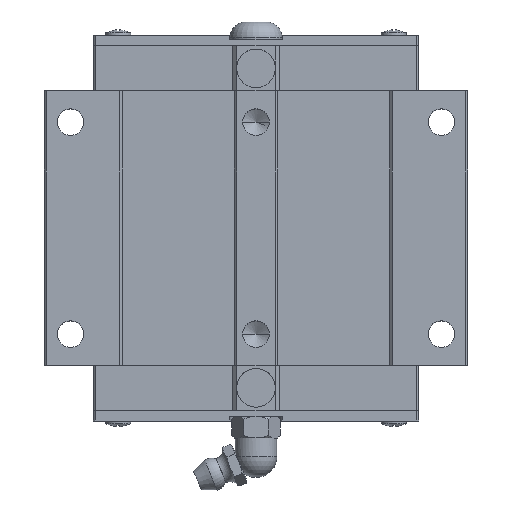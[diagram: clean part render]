
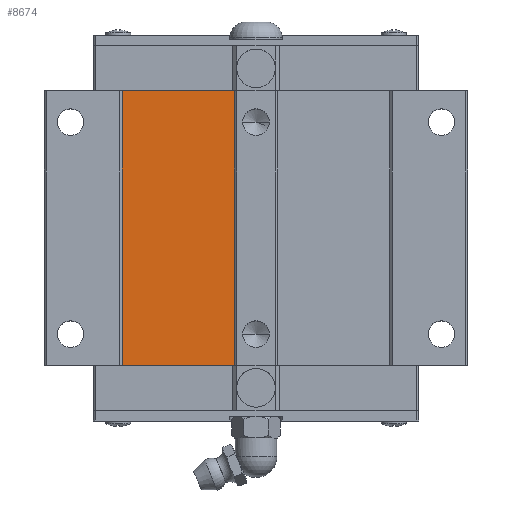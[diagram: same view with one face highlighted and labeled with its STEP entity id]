
A CAD part, top view. The second image highlights one B-rep face of the part: STEP entity #8674.
In plain terms, the highlighted planar face has unit normal (0, 0, 1).
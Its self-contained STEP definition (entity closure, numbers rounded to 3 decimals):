
#4480=EDGE_CURVE('',#9830,#5892,#11791,.T.);
#4640=EDGE_CURVE('',#9830,#9168,#11968,.T.);
#5892=VERTEX_POINT('',#13342);
#8026=EDGE_CURVE('',#10464,#9168,#15684,.T.);
#8036=EDGE_CURVE('',#10464,#5892,#15694,.T.);
#8674=ADVANCED_FACE('',(#16395),#16396,.F.);
#9168=VERTEX_POINT('',#16941);
#9830=VERTEX_POINT('',#17664);
#10464=VERTEX_POINT('',#18361);
#11791=LINE('',#20119,#20120);
#11968=LINE('',#20368,#20369);
#13342=CARTESIAN_POINT('',(-25.25,10.5,26.5));
#15684=LINE('',#26016,#26017);
#15694=LINE('',#26030,#26031);
#16395=FACE_OUTER_BOUND('',#27126,.T.);
#16396=PLANE('',#27127);
#16941=CARTESIAN_POINT('',(-4.125,62.3,26.5));
#17664=CARTESIAN_POINT('',(-4.125,10.5,26.5));
#18361=CARTESIAN_POINT('',(-25.25,62.3,26.5));
#20119=CARTESIAN_POINT('',(12.625,10.5,26.5));
#20120=VECTOR('',#31811,1.0);
#20368=CARTESIAN_POINT('',(-4.125,75.25,26.5));
#20369=VECTOR('',#32002,1.0);
#26016=CARTESIAN_POINT('',(12.625,62.3,26.5));
#26017=VECTOR('',#36172,1.0);
#26030=CARTESIAN_POINT('',(-25.25,88.2,26.5));
#26031=VECTOR('',#36174,1.0);
#27126=EDGE_LOOP('',(#36915,#36916,#36917,#36918));
#27127=AXIS2_PLACEMENT_3D('',#36919,#36920,#36921);
#31811=DIRECTION('',(-1.0,-0.0,-0.0));
#32002=DIRECTION('',(0.0,1.0,0.0));
#36172=DIRECTION('',(1.0,0.0,0.0));
#36174=DIRECTION('',(0.0,-1.0,0.0));
#36915=ORIENTED_EDGE('',*,*,#4640,.T.);
#36916=ORIENTED_EDGE('',*,*,#8026,.F.);
#36917=ORIENTED_EDGE('',*,*,#8036,.T.);
#36918=ORIENTED_EDGE('',*,*,#4480,.F.);
#36919=CARTESIAN_POINT('',(25.25,88.2,26.5));
#36920=DIRECTION('',(0.0,0.0,-1.0));
#36921=DIRECTION('',(1.0,0.0,0.0));
